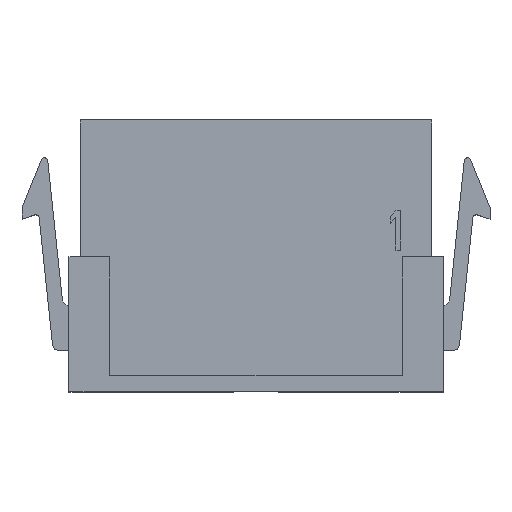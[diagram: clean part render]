
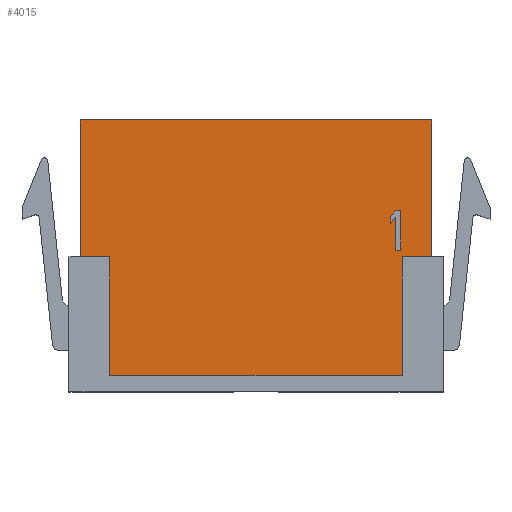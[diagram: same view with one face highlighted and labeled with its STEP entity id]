
A CAD part, top view. The second image highlights one B-rep face of the part: STEP entity #4015.
In plain terms, the highlighted planar face has unit normal (0, 0, 1).
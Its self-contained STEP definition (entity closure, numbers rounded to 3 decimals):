
#1=DIRECTION('',(0.,-1.,0.));
#2=VECTOR('',#1,8.51);
#3=CARTESIAN_POINT('',(-10.92,8.445,3.425));
#4=LINE('',#3,#2);
#49=DIRECTION('',(1.,0.,0.));
#50=VECTOR('',#49,1.83);
#51=CARTESIAN_POINT('',(-10.92,-0.065,3.425));
#52=LINE('',#51,#50);
#53=DIRECTION('',(1.,0.,0.));
#54=VECTOR('',#53,21.85);
#55=CARTESIAN_POINT('',(-10.92,8.445,3.425));
#56=LINE('',#55,#54);
#57=DIRECTION('',(-1.,0.,0.));
#58=VECTOR('',#57,1.84);
#59=CARTESIAN_POINT('',(10.93,-0.065,3.425));
#60=LINE('',#59,#58);
#61=DIRECTION('',(0.,1.,0.));
#62=VECTOR('',#61,7.36);
#63=CARTESIAN_POINT('',(9.09,-7.425,3.425));
#64=LINE('',#63,#62);
#65=DIRECTION('',(1.,0.,0.));
#66=VECTOR('',#65,18.18);
#67=CARTESIAN_POINT('',(-9.09,-7.425,3.425));
#68=LINE('',#67,#66);
#69=DIRECTION('',(0.,-1.,0.));
#70=VECTOR('',#69,7.36);
#71=CARTESIAN_POINT('',(-9.09,-0.065,3.425));
#72=LINE('',#71,#70);
#73=DIRECTION('',(0.,1.,0.));
#74=VECTOR('',#73,2.45);
#75=CARTESIAN_POINT('',(8.993,0.36,3.425));
#76=LINE('',#75,#74);
#77=DIRECTION('',(-1.,0.,0.));
#78=VECTOR('',#77,0.306);
#79=CARTESIAN_POINT('',(8.993,2.81,3.425));
#80=LINE('',#79,#78);
#81=DIRECTION('',(-0.643,-0.766,0.));
#82=VECTOR('',#81,0.476);
#83=CARTESIAN_POINT('',(8.686,2.81,3.425));
#84=LINE('',#83,#82);
#85=DIRECTION('',(0.,-1.,0.));
#86=VECTOR('',#85,0.417);
#87=CARTESIAN_POINT('',(8.38,2.445,3.425));
#88=LINE('',#87,#86);
#89=DIRECTION('',(0.643,0.766,0.));
#90=VECTOR('',#89,0.476);
#91=CARTESIAN_POINT('',(8.38,2.028,3.425));
#92=LINE('',#91,#90);
#93=DIRECTION('',(0.,-1.,0.));
#94=VECTOR('',#93,2.033);
#95=CARTESIAN_POINT('',(8.686,2.393,3.425));
#96=LINE('',#95,#94);
#97=DIRECTION('',(1.,0.,0.));
#98=VECTOR('',#97,0.306);
#99=CARTESIAN_POINT('',(8.686,0.36,3.425));
#100=LINE('',#99,#98);
#121=DIRECTION('',(0.,-1.,0.));
#122=VECTOR('',#121,8.51);
#123=CARTESIAN_POINT('',(10.93,8.445,3.425));
#124=LINE('',#123,#122);
#2964=CARTESIAN_POINT('',(-10.92,8.445,3.425));
#2966=VERTEX_POINT('',#2964);
#2968=CARTESIAN_POINT('',(10.93,8.445,3.425));
#2970=VERTEX_POINT('',#2968);
#3115=CARTESIAN_POINT('',(-10.92,-0.065,3.425));
#3116=CARTESIAN_POINT('',(-9.09,-0.065,3.425));
#3117=VERTEX_POINT('',#3115);
#3118=VERTEX_POINT('',#3116);
#3119=CARTESIAN_POINT('',(-9.09,-7.425,3.425));
#3120=VERTEX_POINT('',#3119);
#3121=CARTESIAN_POINT('',(9.09,-7.425,3.425));
#3122=VERTEX_POINT('',#3121);
#3123=CARTESIAN_POINT('',(9.09,-0.065,3.425));
#3124=VERTEX_POINT('',#3123);
#3125=CARTESIAN_POINT('',(10.93,-0.065,3.425));
#3126=VERTEX_POINT('',#3125);
#3481=CARTESIAN_POINT('',(8.993,0.36,3.425));
#3482=CARTESIAN_POINT('',(8.993,2.81,3.425));
#3483=VERTEX_POINT('',#3481);
#3484=VERTEX_POINT('',#3482);
#3485=CARTESIAN_POINT('',(8.686,2.81,3.425));
#3486=VERTEX_POINT('',#3485);
#3487=CARTESIAN_POINT('',(8.38,2.445,3.425));
#3488=VERTEX_POINT('',#3487);
#3489=CARTESIAN_POINT('',(8.38,2.028,3.425));
#3490=VERTEX_POINT('',#3489);
#3491=CARTESIAN_POINT('',(8.686,2.393,3.425));
#3492=VERTEX_POINT('',#3491);
#3493=CARTESIAN_POINT('',(8.686,0.36,3.425));
#3494=VERTEX_POINT('',#3493);
#3977=CARTESIAN_POINT('',(-10.92,8.445,3.425));
#3978=DIRECTION('',(0.,0.,1.));
#3979=DIRECTION('',(0.,-1.,0.));
#3980=AXIS2_PLACEMENT_3D('',#3977,#3978,#3979);
#3981=PLANE('',#3980);
#3983=ORIENTED_EDGE('',*,*,#3982,.F.);
#3984=ORIENTED_EDGE('',*,*,#3948,.F.);
#3986=ORIENTED_EDGE('',*,*,#3985,.T.);
#3988=ORIENTED_EDGE('',*,*,#3987,.T.);
#3990=ORIENTED_EDGE('',*,*,#3989,.T.);
#3992=ORIENTED_EDGE('',*,*,#3991,.F.);
#3994=ORIENTED_EDGE('',*,*,#3993,.F.);
#3996=ORIENTED_EDGE('',*,*,#3995,.F.);
#3997=EDGE_LOOP('',(#3983,#3984,#3986,#3988,#3990,#3992,#3994,#3996));
#3998=FACE_OUTER_BOUND('',#3997,.F.);
#4000=ORIENTED_EDGE('',*,*,#3999,.T.);
#4002=ORIENTED_EDGE('',*,*,#4001,.T.);
#4004=ORIENTED_EDGE('',*,*,#4003,.T.);
#4006=ORIENTED_EDGE('',*,*,#4005,.T.);
#4008=ORIENTED_EDGE('',*,*,#4007,.T.);
#4010=ORIENTED_EDGE('',*,*,#4009,.T.);
#4012=ORIENTED_EDGE('',*,*,#4011,.T.);
#4013=EDGE_LOOP('',(#4000,#4002,#4004,#4006,#4008,#4010,#4012));
#4014=FACE_BOUND('',#4013,.F.);
#4015=ADVANCED_FACE('',(#3998,#4014),#3981,.T.);
#3948=EDGE_CURVE('',#2966,#3117,#4,.T.);
#3982=EDGE_CURVE('',#3117,#3118,#52,.T.);
#3985=EDGE_CURVE('',#2966,#2970,#56,.T.);
#3987=EDGE_CURVE('',#2970,#3126,#124,.T.);
#3989=EDGE_CURVE('',#3126,#3124,#60,.T.);
#3991=EDGE_CURVE('',#3122,#3124,#64,.T.);
#3993=EDGE_CURVE('',#3120,#3122,#68,.T.);
#3995=EDGE_CURVE('',#3118,#3120,#72,.T.);
#3999=EDGE_CURVE('',#3483,#3484,#76,.T.);
#4001=EDGE_CURVE('',#3484,#3486,#80,.T.);
#4003=EDGE_CURVE('',#3486,#3488,#84,.T.);
#4005=EDGE_CURVE('',#3488,#3490,#88,.T.);
#4007=EDGE_CURVE('',#3490,#3492,#92,.T.);
#4009=EDGE_CURVE('',#3492,#3494,#96,.T.);
#4011=EDGE_CURVE('',#3494,#3483,#100,.T.);
